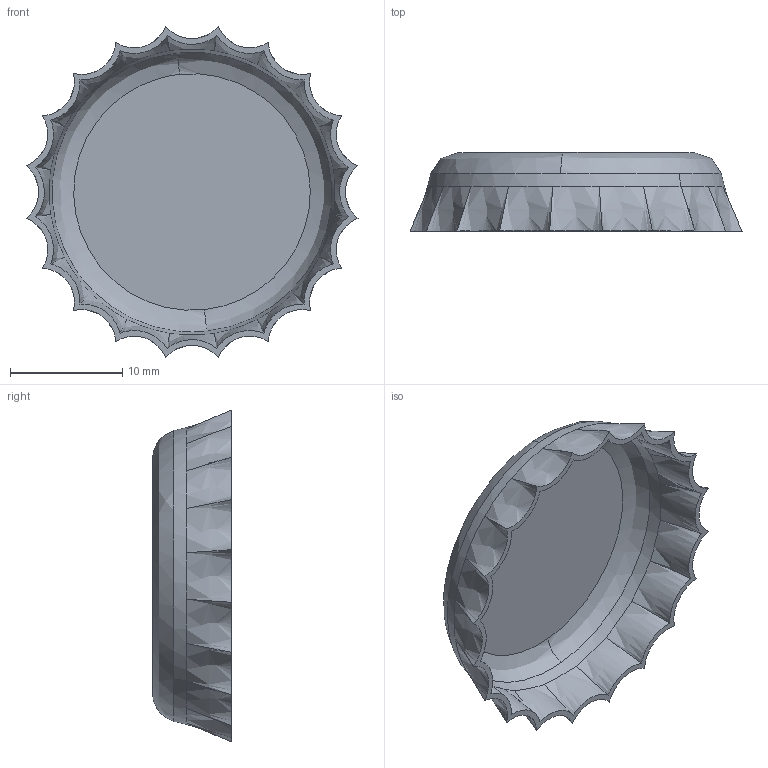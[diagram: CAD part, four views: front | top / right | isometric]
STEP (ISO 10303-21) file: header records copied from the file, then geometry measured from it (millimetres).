
FILE_DESCRIPTION (( 'STEP AP214' ), '1' );
FILE_NAME ('Part56.STEP', '2025-03-03T13:03:36', ( '' ), ( '' ), 'SwSTEP 2.0', 'SolidWorks 2024', '' );
FILE_SCHEMA (( 'AUTOMOTIVE_DESIGN' ));
Length unit declared in the file: millimetre
Products named in the file (1): Part56
Bounding box: 29.6 x 7 x 29.6 mm (x, y, z)
Volume: 507.9 mm3; surface area: 2093.8 mm2
Topology: 1 solids, 1 shells, 51 faces, 180 edges, 132 vertices
Faces by surface type: bspline 48, plane 3
Entity records: 14255 total; most frequent: CARTESIAN_POINT 13050, ORIENTED_EDGE 360, EDGE_CURVE 180, B_SPLINE_CURVE_WITH_KNOTS 136, VERTEX_POINT 132, DIRECTION 76, EDGE_LOOP 52, FACE_OUTER_BOUND 51
